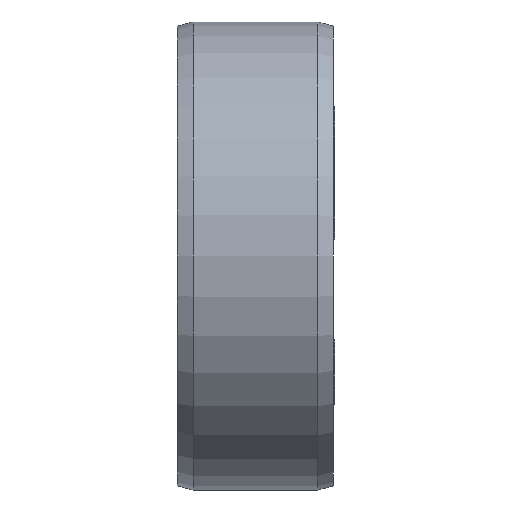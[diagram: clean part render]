
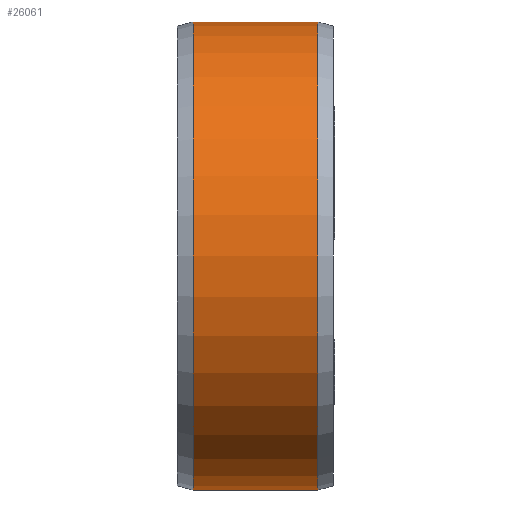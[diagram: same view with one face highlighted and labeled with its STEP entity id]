
A CAD part, left-side view. The second image highlights one B-rep face of the part: STEP entity #26061.
In plain terms, the highlighted cylindrical face has radius 15 mm (diameter 30 mm), a partial arc.
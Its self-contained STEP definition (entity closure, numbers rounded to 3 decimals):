
#24768=CARTESIAN_POINT('',(0.,4.,0.));
#24769=DIRECTION('',(0.,1.,0.));
#24770=DIRECTION('',(0.,0.,-1.));
#24771=AXIS2_PLACEMENT_3D('',#24768,#24769,#24770);
#25364=CARTESIAN_POINT('',(0.,-4.,0.));
#25365=DIRECTION('',(0.,1.,0.));
#25366=DIRECTION('',(0.,0.,-1.));
#25367=AXIS2_PLACEMENT_3D('',#25364,#25365,#25366);
#25372=DIRECTION('',(0.,1.,0.));
#25373=VECTOR('',#25372,8.);
#25374=CARTESIAN_POINT('',(0.,-4.,-15.));
#25375=LINE('',#25374,#25373);
#25387=DIRECTION('',(0.,1.,0.));
#25388=VECTOR('',#25387,8.);
#25389=CARTESIAN_POINT('',(0.,-4.,15.));
#25390=LINE('',#25389,#25388);
#25431=CARTESIAN_POINT('',(0.,-4.,-15.));
#25433=VERTEX_POINT('',#25431);
#25434=CARTESIAN_POINT('',(0.,4.,-15.));
#25435=VERTEX_POINT('',#25434);
#25475=CARTESIAN_POINT('',(0.,-4.,15.));
#25477=VERTEX_POINT('',#25475);
#25478=CARTESIAN_POINT('',(0.,4.,15.));
#25479=VERTEX_POINT('',#25478);
#26048=CARTESIAN_POINT('',(0.,-5.5,0.));
#26049=DIRECTION('',(0.,1.,0.));
#26050=DIRECTION('',(0.,0.,-1.));
#26051=AXIS2_PLACEMENT_3D('',#26048,#26049,#26050);
#26052=CYLINDRICAL_SURFACE('',#26051,15.);
#26054=ORIENTED_EDGE('',*,*,#26053,.T.);
#26055=ORIENTED_EDGE('',*,*,#25507,.T.);
#26057=ORIENTED_EDGE('',*,*,#26056,.F.);
#26058=ORIENTED_EDGE('',*,*,#26041,.F.);
#26059=EDGE_LOOP('',(#26054,#26055,#26057,#26058));
#26060=FACE_OUTER_BOUND('',#26059,.F.);
#24772=CIRCLE('',#24771,15.);
#25368=CIRCLE('',#25367,15.);
#25507=EDGE_CURVE('',#25435,#25479,#24772,.T.);
#26041=EDGE_CURVE('',#25433,#25477,#25368,.T.);
#26053=EDGE_CURVE('',#25433,#25435,#25375,.T.);
#26056=EDGE_CURVE('',#25477,#25479,#25390,.T.);
#26061=ADVANCED_FACE('',(#26060),#26052,.T.);
